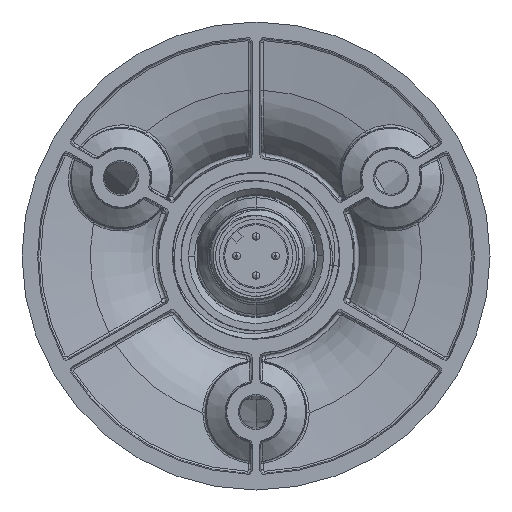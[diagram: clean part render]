
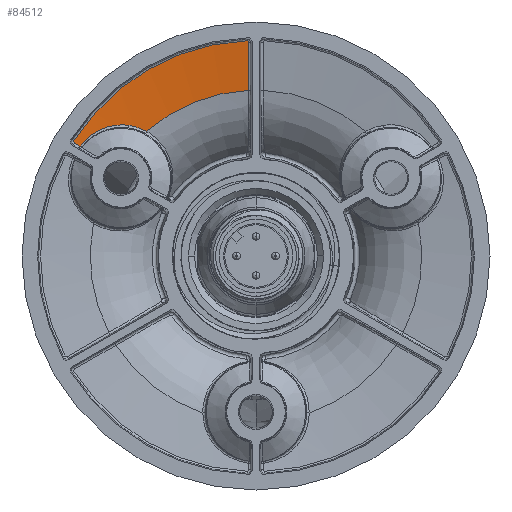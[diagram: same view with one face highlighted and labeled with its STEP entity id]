
A CAD part, front view. The second image highlights one B-rep face of the part: STEP entity #84512.
In plain terms, the highlighted conical face has half-angle 82 degrees and reference radius 24.439 mm.
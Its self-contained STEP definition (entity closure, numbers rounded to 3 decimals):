
#75885=CARTESIAN_POINT('',(0.,0.,7.053));
#75886=DIRECTION('',(0.,0.,1.));
#75887=DIRECTION('',(-0.845,-0.535,0.));
#75888=AXIS2_PLACEMENT_3D('',#75885,#75886,#75887);
#75890=CARTESIAN_POINT('',(-1.128,-27.601,
7.053));
#75891=CARTESIAN_POINT('',(-1.105,-27.602,
7.053));
#75892=CARTESIAN_POINT('',(-1.063,-27.596,
7.054));
#75893=CARTESIAN_POINT('',(-1.004,-27.569,
7.058));
#75894=CARTESIAN_POINT('',(-0.958,-27.524,
7.064));
#75895=CARTESIAN_POINT('',(-0.927,-27.466,
7.073));
#75896=CARTESIAN_POINT('',(-0.92,-27.423,
7.079));
#75897=CARTESIAN_POINT('',(-0.92,-27.4,
7.082));
#75899=CARTESIAN_POINT('',(-0.92,-27.4,
7.082));
#75900=CARTESIAN_POINT('',(-0.922,-26.731,
7.176));
#75901=CARTESIAN_POINT('',(-0.925,-25.384,
7.365));
#75902=CARTESIAN_POINT('',(-0.93,-23.449,
7.637));
#75903=CARTESIAN_POINT('',(-0.934,-21.987,
7.842));
#75904=CARTESIAN_POINT('',(-0.935,-21.233,
7.948));
#75906=CARTESIAN_POINT('',(-14.029,-15.966,
7.948));
#75907=CARTESIAN_POINT('',(-14.29,-16.112,
7.908));
#75908=CARTESIAN_POINT('',(-14.811,-16.358,
7.834));
#75909=CARTESIAN_POINT('',(-15.575,-16.61,
7.735));
#75910=CARTESIAN_POINT('',(-16.06,-16.711,
7.678));
#75911=CARTESIAN_POINT('',(-16.297,-16.748,
7.651));
#75913=CARTESIAN_POINT('',(-22.55,-14.084,
7.199));
#75914=CARTESIAN_POINT('',(-22.511,-14.136,
7.199));
#75915=CARTESIAN_POINT('',(-22.427,-14.244,
7.201));
#75916=CARTESIAN_POINT('',(-22.283,-14.418,
7.205));
#75917=CARTESIAN_POINT('',(-22.119,-14.604,
7.21));
#75918=CARTESIAN_POINT('',(-21.931,-14.802,
7.217));
#75919=CARTESIAN_POINT('',(-21.714,-15.013,
7.225));
#75920=CARTESIAN_POINT('',(-21.465,-15.234,
7.236));
#75921=CARTESIAN_POINT('',(-21.178,-15.466,
7.25));
#75922=CARTESIAN_POINT('',(-20.845,-15.704,
7.267));
#75923=CARTESIAN_POINT('',(-20.46,-15.945,
7.29));
#75924=CARTESIAN_POINT('',(-20.014,-16.183,
7.318));
#75925=CARTESIAN_POINT('',(-19.498,-16.407,
7.354));
#75926=CARTESIAN_POINT('',(-18.9,-16.605,
7.4));
#75927=CARTESIAN_POINT('',(-18.221,-16.754,
7.457));
#75928=CARTESIAN_POINT('',(-17.518,-16.826,
7.522));
#75929=CARTESIAN_POINT('',(-16.866,-16.819,
7.588));
#75930=CARTESIAN_POINT('',(-16.48,-16.776,
7.63));
#75931=CARTESIAN_POINT('',(-16.297,-16.748,
7.651));
#75933=CARTESIAN_POINT('',(-22.55,-14.084,
7.199));
#75934=CARTESIAN_POINT('',(-22.666,-14.15,
7.18));
#75935=CARTESIAN_POINT('',(-22.901,-14.285,
7.142));
#75936=CARTESIAN_POINT('',(-23.145,-14.425,
7.102));
#75937=CARTESIAN_POINT('',(-23.27,-14.497,
7.082));
#75939=CARTESIAN_POINT('',(-23.27,-14.497,
7.082));
#75940=CARTESIAN_POINT('',(-23.282,-14.504,
7.08));
#75941=CARTESIAN_POINT('',(-23.305,-14.521,
7.076));
#75942=CARTESIAN_POINT('',(-23.33,-14.549,
7.071));
#75943=CARTESIAN_POINT('',(-23.349,-14.578,
7.067));
#75944=CARTESIAN_POINT('',(-23.36,-14.607,
7.063));
#75945=CARTESIAN_POINT('',(-23.367,-14.633,
7.06));
#75946=CARTESIAN_POINT('',(-23.37,-14.658,
7.058));
#75947=CARTESIAN_POINT('',(-23.37,-14.682,
7.056));
#75948=CARTESIAN_POINT('',(-23.368,-14.705,
7.055));
#75949=CARTESIAN_POINT('',(-23.362,-14.728,
7.054));
#75950=CARTESIAN_POINT('',(-23.353,-14.752,
7.053));
#75951=CARTESIAN_POINT('',(-23.344,-14.769,
7.053));
#75952=CARTESIAN_POINT('',(-23.339,-14.777,
7.053));
#76495=CARTESIAN_POINT('',(-14.029,-15.966,
7.948));
#76497=CARTESIAN_POINT('',(0.,0.,7.948));
#76498=DIRECTION('',(0.,0.,-1.));
#76499=DIRECTION('',(-0.044,-0.999,0.));
#76500=AXIS2_PLACEMENT_3D('',#76497,#76498,#76499);
#80553=CARTESIAN_POINT('',(-23.339,-14.777,
7.053));
#80554=CARTESIAN_POINT('',(-1.128,-27.601,
7.053));
#80555=VERTEX_POINT('',#80553);
#80556=VERTEX_POINT('',#80554);
#80581=VERTEX_POINT('',#75933);
#80582=VERTEX_POINT('',#75937);
#80583=VERTEX_POINT('',#75897);
#80585=VERTEX_POINT('',#75904);
#80792=VERTEX_POINT('',#76495);
#80802=VERTEX_POINT('',#75931);
#84489=CARTESIAN_POINT('',(0.,0.,7.501));
#84490=DIRECTION('',(0.,0.,-1.));
#84491=DIRECTION('',(1.,0.,0.));
#84492=AXIS2_PLACEMENT_3D('',#84489,#84490,#84491);
#84493=CONICAL_SURFACE('',#84492,24.439,82.);
#84495=ORIENTED_EDGE('',*,*,#84494,.T.);
#84497=ORIENTED_EDGE('',*,*,#84496,.T.);
#84499=ORIENTED_EDGE('',*,*,#84498,.T.);
#84501=ORIENTED_EDGE('',*,*,#84500,.T.);
#84503=ORIENTED_EDGE('',*,*,#84502,.T.);
#84505=ORIENTED_EDGE('',*,*,#84504,.F.);
#84507=ORIENTED_EDGE('',*,*,#84506,.T.);
#84509=ORIENTED_EDGE('',*,*,#84508,.T.);
#84510=EDGE_LOOP('',(#84495,#84497,#84499,#84501,#84503,#84505,#84507,#84509));
#84511=FACE_OUTER_BOUND('',#84510,.F.);
#84512=ADVANCED_FACE('',(#84511),#84493,.F.);
#75889=CIRCLE('',#75888,27.624);
#75898=B_SPLINE_CURVE_WITH_KNOTS('',3,(#75890,#75891,#75892,#75893,#75894,
#75895,#75896,#75897),.UNSPECIFIED.,.F.,.F.,(4,1,1,1,1,4),(0.,0.2,0.4,
0.6,0.8,1.),.UNSPECIFIED.);
#75905=B_SPLINE_CURVE_WITH_KNOTS('',3,(#75899,#75900,#75901,#75902,#75903,
#75904),.UNSPECIFIED.,.F.,.F.,(4,1,1,4),(0.,0.333,
0.667,1.),.UNSPECIFIED.);
#75912=B_SPLINE_CURVE_WITH_KNOTS('',3,(#75906,#75907,#75908,#75909,#75910,
#75911),.UNSPECIFIED.,.F.,.F.,(4,1,1,4),(0.,0.333,
0.667,1.),.UNSPECIFIED.);
#75932=B_SPLINE_CURVE_WITH_KNOTS('',3,(#75913,#75914,#75915,#75916,#75917,
#75918,#75919,#75920,#75921,#75922,#75923,#75924,#75925,#75926,#75927,#75928,
#75929,#75930,#75931),.UNSPECIFIED.,.F.,.F.,(4,1,1,1,1,1,1,1,1,1,1,1,1,1,1,1,4),
(0.,0.063,0.125,0.188,0.25,0.313,0.375,0.438,0.5,0.563,
0.625,0.688,0.75,0.813,0.875,0.938,1.),.UNSPECIFIED.);
#75938=B_SPLINE_CURVE_WITH_KNOTS('',3,(#75933,#75934,#75935,#75936,#75937),
.UNSPECIFIED.,.F.,.F.,(4,1,4),(0.,0.5,1.),.UNSPECIFIED.);
#75953=B_SPLINE_CURVE_WITH_KNOTS('',3,(#75939,#75940,#75941,#75942,#75943,
#75944,#75945,#75946,#75947,#75948,#75949,#75950,#75951,#75952),.UNSPECIFIED.,
.F.,.F.,(4,1,1,1,1,1,1,1,1,1,1,4),(0.,0.091,0.182,
0.273,0.364,0.455,0.545,
0.636,0.727,0.818,0.909,1.),
.UNSPECIFIED.);
#76501=CIRCLE('',#76500,21.254);
#84494=EDGE_CURVE('',#80555,#80556,#75889,.T.);
#84496=EDGE_CURVE('',#80556,#80583,#75898,.T.);
#84498=EDGE_CURVE('',#80583,#80585,#75905,.T.);
#84500=EDGE_CURVE('',#80585,#80792,#76501,.T.);
#84502=EDGE_CURVE('',#80792,#80802,#75912,.T.);
#84504=EDGE_CURVE('',#80581,#80802,#75932,.T.);
#84506=EDGE_CURVE('',#80581,#80582,#75938,.T.);
#84508=EDGE_CURVE('',#80582,#80555,#75953,.T.);
